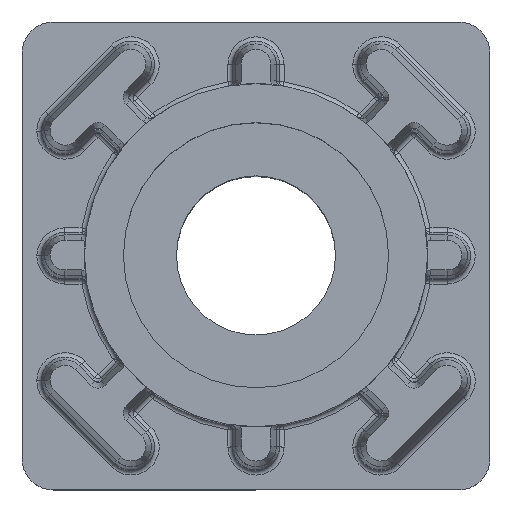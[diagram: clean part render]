
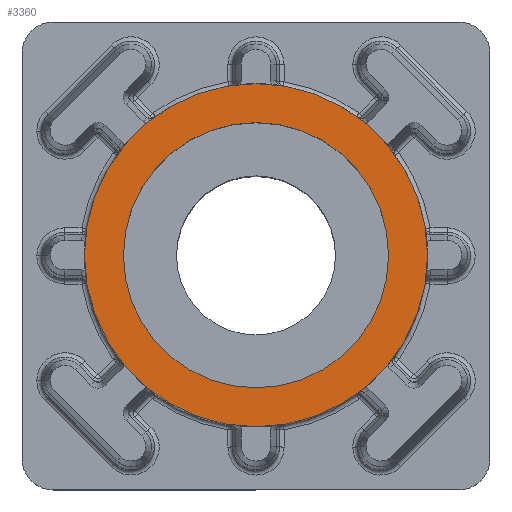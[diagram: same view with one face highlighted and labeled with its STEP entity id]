
A CAD part, top view. The second image highlights one B-rep face of the part: STEP entity #3360.
In plain terms, the highlighted planar face has unit normal (0, 0, 1).
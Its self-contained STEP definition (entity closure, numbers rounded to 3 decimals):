
#279 = CARTESIAN_POINT ( 'NONE',  ( 0., 0., 33. ) ) ;
#406 = CARTESIAN_POINT ( 'NONE',  ( -8.5, 0., 33. ) ) ;
#508 = ORIENTED_EDGE ( 'NONE', *, *, #5849, .F. ) ;
#596 = CARTESIAN_POINT ( 'NONE',  ( 0., 0., 33. ) ) ;
#965 = PLANE ( 'NONE',  #6866 ) ;
#1187 = DIRECTION ( 'NONE',  ( 1., 0., 0. ) ) ;
#1395 = CIRCLE ( 'NONE', #10322, 11. ) ;
#1498 = DIRECTION ( 'NONE',  ( 1., 0., 0. ) ) ;
#1784 = AXIS2_PLACEMENT_3D ( 'NONE', #279, #6617, #1187 ) ;
#1855 = CARTESIAN_POINT ( 'NONE',  ( 0., 0., 33. ) ) ;
#2795 = CIRCLE ( 'NONE', #1784, 8.5 ) ;
#3137 = CARTESIAN_POINT ( 'NONE',  ( -11., 0., 33. ) ) ;
#3217 = CARTESIAN_POINT ( 'NONE',  ( 0., 0., 33. ) ) ;
#3248 = CIRCLE ( 'NONE', #8359, 8.5 ) ;
#3360 = ADVANCED_FACE ( 'NONE', ( #10485, #8095 ), #965, .T. ) ;
#3540 = DIRECTION ( 'NONE',  ( 0., 0., 1. ) ) ;
#3541 = AXIS2_PLACEMENT_3D ( 'NONE', #8962, #3540, #9874 ) ;
#3638 = CARTESIAN_POINT ( 'NONE',  ( 8.5, 0., 33. ) ) ;
#4121 = DIRECTION ( 'NONE',  ( 1., 0., 0. ) ) ;
#4594 = DIRECTION ( 'NONE',  ( 1., 0., 0. ) ) ;
#4642 = CIRCLE ( 'NONE', #3541, 11. ) ;
#4719 = EDGE_CURVE ( 'NONE', #10884, #6586, #4642, .T. ) ;
#5225 = ORIENTED_EDGE ( 'NONE', *, *, #7859, .T. ) ;
#5326 = EDGE_LOOP ( 'NONE', ( #9481, #508 ) ) ;
#5849 = EDGE_CURVE ( 'NONE', #8075, #7746, #2795, .T. ) ;
#6586 = VERTEX_POINT ( 'NONE', #10475 ) ;
#6617 = DIRECTION ( 'NONE',  ( 0., 0., 1. ) ) ;
#6866 = AXIS2_PLACEMENT_3D ( 'NONE', #1855, #10033, #4594 ) ;
#6933 = DIRECTION ( 'NONE',  ( 0., 0., 1. ) ) ;
#7391 = EDGE_CURVE ( 'NONE', #7746, #8075, #3248, .T. ) ;
#7746 = VERTEX_POINT ( 'NONE', #406 ) ;
#7859 = EDGE_CURVE ( 'NONE', #6586, #10884, #1395, .T. ) ;
#8075 = VERTEX_POINT ( 'NONE', #3638 ) ;
#8095 = FACE_OUTER_BOUND ( 'NONE', #9243, .T. ) ;
#8359 = AXIS2_PLACEMENT_3D ( 'NONE', #3217, #9552, #4121 ) ;
#8853 = ORIENTED_EDGE ( 'NONE', *, *, #4719, .T. ) ;
#8962 = CARTESIAN_POINT ( 'NONE',  ( 0., 0., 33. ) ) ;
#9243 = EDGE_LOOP ( 'NONE', ( #8853, #5225 ) ) ;
#9481 = ORIENTED_EDGE ( 'NONE', *, *, #7391, .F. ) ;
#9552 = DIRECTION ( 'NONE',  ( 0., 0., 1. ) ) ;
#9874 = DIRECTION ( 'NONE',  ( 1., 0., 0. ) ) ;
#10033 = DIRECTION ( 'NONE',  ( 0., 0., 1. ) ) ;
#10322 = AXIS2_PLACEMENT_3D ( 'NONE', #596, #6933, #1498 ) ;
#10475 = CARTESIAN_POINT ( 'NONE',  ( 11., 0., 33. ) ) ;
#10485 = FACE_BOUND ( 'NONE', #5326, .T. ) ;
#10884 = VERTEX_POINT ( 'NONE', #3137 ) ;
